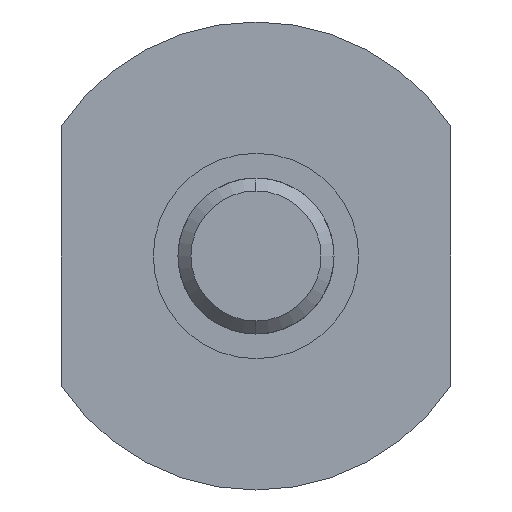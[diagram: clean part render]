
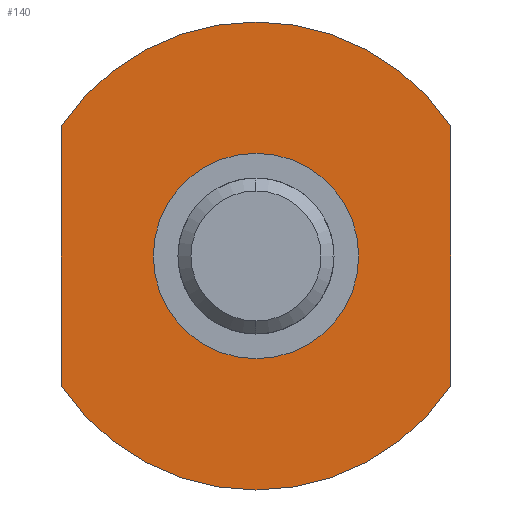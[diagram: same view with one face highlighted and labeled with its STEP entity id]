
A CAD part, front view. The second image highlights one B-rep face of the part: STEP entity #140.
In plain terms, the highlighted planar face has unit normal (0, -1, 0).
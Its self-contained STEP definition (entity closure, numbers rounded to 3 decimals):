
#90 = VERTEX_POINT ( 'NONE', #739 ) ;
#114 = AXIS2_PLACEMENT_3D ( 'NONE', #1908, #3066, #475 ) ;
#119 = CIRCLE ( 'NONE', #3145, 9. ) ;
#140 = ADVANCED_FACE ( 'NONE', ( #1865, #1942 ), #1902, .T. ) ;
#153 = ORIENTED_EDGE ( 'NONE', *, *, #1665, .T. ) ;
#224 = DIRECTION ( 'NONE',  ( 0., -1., 0. ) ) ;
#290 = ORIENTED_EDGE ( 'NONE', *, *, #668, .F. ) ;
#371 = VERTEX_POINT ( 'NONE', #2828 ) ;
#435 = EDGE_CURVE ( 'NONE', #647, #90, #2479, .T. ) ;
#458 = DIRECTION ( 'NONE',  ( 0., 0., 1. ) ) ;
#474 = CARTESIAN_POINT ( 'NONE',  ( -7.5, 17.2, 0. ) ) ;
#475 = DIRECTION ( 'NONE',  ( 0., 0., -1. ) ) ;
#535 = CARTESIAN_POINT ( 'NONE',  ( 0., 17.2, 0. ) ) ;
#646 = LINE ( 'NONE', #2637, #3695 ) ;
#647 = VERTEX_POINT ( 'NONE', #1741 ) ;
#668 = EDGE_CURVE ( 'NONE', #2656, #3329, #646, .T. ) ;
#693 = CARTESIAN_POINT ( 'NONE',  ( 7.5, 17.2, 4.975 ) ) ;
#734 = CARTESIAN_POINT ( 'NONE',  ( -7.5, 17.2, -4.975 ) ) ;
#739 = CARTESIAN_POINT ( 'NONE',  ( 0., 17.2, 3.95 ) ) ;
#773 = CARTESIAN_POINT ( 'NONE',  ( 0., 17.2, 0. ) ) ;
#774 = CARTESIAN_POINT ( 'NONE',  ( 0., 17.2, -9. ) ) ;
#801 = ORIENTED_EDGE ( 'NONE', *, *, #435, .F. ) ;
#876 = EDGE_CURVE ( 'NONE', #90, #647, #3514, .T. ) ;
#939 = ORIENTED_EDGE ( 'NONE', *, *, #1706, .T. ) ;
#970 = CIRCLE ( 'NONE', #3080, 9. ) ;
#1047 = CARTESIAN_POINT ( 'NONE',  ( 9., 17.2, 0. ) ) ;
#1118 = CARTESIAN_POINT ( 'NONE',  ( 7.5, 17.2, -4.975 ) ) ;
#1244 = VERTEX_POINT ( 'NONE', #734 ) ;
#1266 = EDGE_CURVE ( 'NONE', #2656, #371, #2179, .T. ) ;
#1294 = EDGE_LOOP ( 'NONE', ( #801, #1487 ) ) ;
#1487 = ORIENTED_EDGE ( 'NONE', *, *, #876, .F. ) ;
#1665 = EDGE_CURVE ( 'NONE', #3404, #3329, #119, .T. ) ;
#1706 = EDGE_CURVE ( 'NONE', #1244, #3404, #970, .T. ) ;
#1741 = CARTESIAN_POINT ( 'NONE',  ( 0., 17.2, -3.95 ) ) ;
#1763 = ORIENTED_EDGE ( 'NONE', *, *, #2230, .F. ) ;
#1865 = FACE_OUTER_BOUND ( 'NONE', #2042, .T. ) ;
#1902 = PLANE ( 'NONE',  #3142 ) ;
#1908 = CARTESIAN_POINT ( 'NONE',  ( 0., 17.2, 0. ) ) ;
#1923 = DIRECTION ( 'NONE',  ( 0., -1., 0. ) ) ;
#1942 = FACE_BOUND ( 'NONE', #1294, .T. ) ;
#2031 = CARTESIAN_POINT ( 'NONE',  ( 0., 17.2, 0. ) ) ;
#2042 = EDGE_LOOP ( 'NONE', ( #1763, #939, #153, #290, #3648 ) ) ;
#2172 = DIRECTION ( 'NONE',  ( 0., 0., -1. ) ) ;
#2179 = CIRCLE ( 'NONE', #3394, 9. ) ;
#2230 = EDGE_CURVE ( 'NONE', #1244, #371, #3050, .T. ) ;
#2241 = DIRECTION ( 'NONE',  ( 0., -1., 0. ) ) ;
#2321 = DIRECTION ( 'NONE',  ( 0., 0., -1. ) ) ;
#2365 = AXIS2_PLACEMENT_3D ( 'NONE', #773, #1923, #3341 ) ;
#2463 = DIRECTION ( 'NONE',  ( 0., -1., 0. ) ) ;
#2479 = CIRCLE ( 'NONE', #114, 3.95 ) ;
#2545 = VECTOR ( 'NONE', #458, 1000. ) ;
#2637 = CARTESIAN_POINT ( 'NONE',  ( 7.5, 17.2, 0. ) ) ;
#2656 = VERTEX_POINT ( 'NONE', #693 ) ;
#2828 = CARTESIAN_POINT ( 'NONE',  ( -7.5, 17.2, 4.975 ) ) ;
#3041 = CARTESIAN_POINT ( 'NONE',  ( 0., 17.2, 0. ) ) ;
#3050 = LINE ( 'NONE', #474, #2545 ) ;
#3066 = DIRECTION ( 'NONE',  ( 0., -1., 0. ) ) ;
#3080 = AXIS2_PLACEMENT_3D ( 'NONE', #2031, #224, #3190 ) ;
#3142 = AXIS2_PLACEMENT_3D ( 'NONE', #1047, #2463, #3619 ) ;
#3145 = AXIS2_PLACEMENT_3D ( 'NONE', #535, #2241, #2321 ) ;
#3190 = DIRECTION ( 'NONE',  ( 0., 0., -1. ) ) ;
#3284 = DIRECTION ( 'NONE',  ( 0., 0., -1. ) ) ;
#3329 = VERTEX_POINT ( 'NONE', #1118 ) ;
#3341 = DIRECTION ( 'NONE',  ( 0., 0., -1. ) ) ;
#3394 = AXIS2_PLACEMENT_3D ( 'NONE', #3041, #3655, #2172 ) ;
#3404 = VERTEX_POINT ( 'NONE', #774 ) ;
#3514 = CIRCLE ( 'NONE', #2365, 3.95 ) ;
#3619 = DIRECTION ( 'NONE',  ( 0., 0., -1. ) ) ;
#3648 = ORIENTED_EDGE ( 'NONE', *, *, #1266, .T. ) ;
#3655 = DIRECTION ( 'NONE',  ( 0., -1., 0. ) ) ;
#3695 = VECTOR ( 'NONE', #3284, 1000. ) ;
